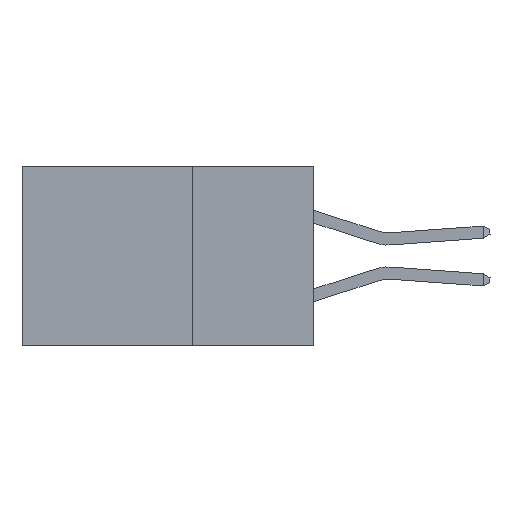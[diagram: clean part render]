
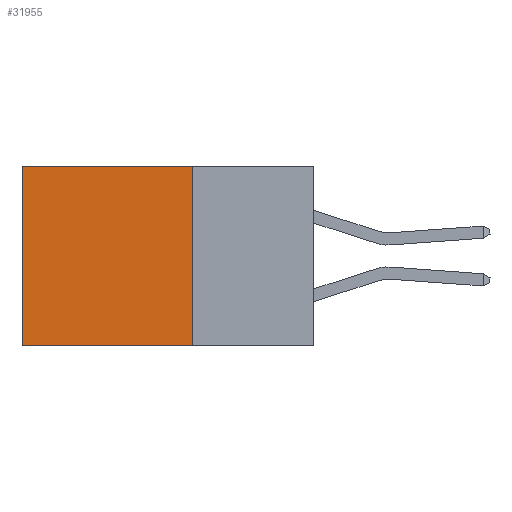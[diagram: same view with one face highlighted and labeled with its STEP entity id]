
A CAD part, left-side view. The second image highlights one B-rep face of the part: STEP entity #31955.
In plain terms, the highlighted planar face has unit normal (-1, 0, 0).
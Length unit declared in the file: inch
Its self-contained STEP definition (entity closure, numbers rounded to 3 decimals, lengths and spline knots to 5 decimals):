
#1643 = VERTEX_POINT ( 'NONE', #12363 ) ;
#1868 = EDGE_CURVE ( 'NONE', #5132, #23103, #27440, .T. ) ;
#2130 = VECTOR ( 'NONE', #29763, 39.37008 ) ;
#2515 = LINE ( 'NONE', #5645, #2130 ) ;
#3829 = FACE_OUTER_BOUND ( 'NONE', #10044, .T. ) ;
#4713 = EDGE_CURVE ( 'NONE', #1643, #9598, #15570, .T. ) ;
#5132 = VERTEX_POINT ( 'NONE', #8092 ) ;
#5642 = ORIENTED_EDGE ( 'NONE', *, *, #11385, .F. ) ;
#5645 = CARTESIAN_POINT ( 'NONE',  ( 0.2875, 0.25, -0.37 ) ) ;
#5970 = EDGE_CURVE ( 'NONE', #1643, #5132, #27526, .T. ) ;
#8042 = DIRECTION ( 'NONE',  ( 0., 0., -1. ) ) ;
#8092 = CARTESIAN_POINT ( 'NONE',  ( 0.2875, 0.6, 0. ) ) ;
#8401 = CARTESIAN_POINT ( 'NONE',  ( 0.2875, 0.6, 0. ) ) ;
#9598 = VERTEX_POINT ( 'NONE', #21819 ) ;
#10044 = EDGE_LOOP ( 'NONE', ( #33663, #5642, #20217, #18585 ) ) ;
#10160 = VECTOR ( 'NONE', #30494, 39.37008 ) ;
#11385 = EDGE_CURVE ( 'NONE', #9598, #23103, #2515, .T. ) ;
#12363 = CARTESIAN_POINT ( 'NONE',  ( 0.2875, 0.25, 0. ) ) ;
#14312 = AXIS2_PLACEMENT_3D ( 'NONE', #25091, #14969, #14620 ) ;
#14620 = DIRECTION ( 'NONE',  ( 0., 0., -1. ) ) ;
#14969 = DIRECTION ( 'NONE',  ( 1., 0., 0. ) ) ;
#15570 = LINE ( 'NONE', #17308, #10160 ) ;
#17308 = CARTESIAN_POINT ( 'NONE',  ( 0.2875, 0.25, 0. ) ) ;
#18585 = ORIENTED_EDGE ( 'NONE', *, *, #5970, .T. ) ;
#19451 = CARTESIAN_POINT ( 'NONE',  ( 0.2875, 0.25, 0. ) ) ;
#20201 = CARTESIAN_POINT ( 'NONE',  ( 0.2875, 0.6, -0.37 ) ) ;
#20217 = ORIENTED_EDGE ( 'NONE', *, *, #4713, .F. ) ;
#21819 = CARTESIAN_POINT ( 'NONE',  ( 0.2875, 0.25, -0.37 ) ) ;
#22134 = DIRECTION ( 'NONE',  ( 0., 1., 0. ) ) ;
#23017 = VECTOR ( 'NONE', #22134, 39.37008 ) ;
#23103 = VERTEX_POINT ( 'NONE', #20201 ) ;
#25091 = CARTESIAN_POINT ( 'NONE',  ( 0.2875, 0.25, 0. ) ) ;
#25300 = PLANE ( 'NONE',  #14312 ) ;
#27440 = LINE ( 'NONE', #8401, #28256 ) ;
#27526 = LINE ( 'NONE', #19451, #23017 ) ;
#28256 = VECTOR ( 'NONE', #8042, 39.37008 ) ;
#29763 = DIRECTION ( 'NONE',  ( 0., 1., 0. ) ) ;
#30494 = DIRECTION ( 'NONE',  ( 0., 0., -1. ) ) ;
#31955 = ADVANCED_FACE ( 'NONE', ( #3829 ), #25300, .F. ) ;
#33663 = ORIENTED_EDGE ( 'NONE', *, *, #1868, .T. ) ;
